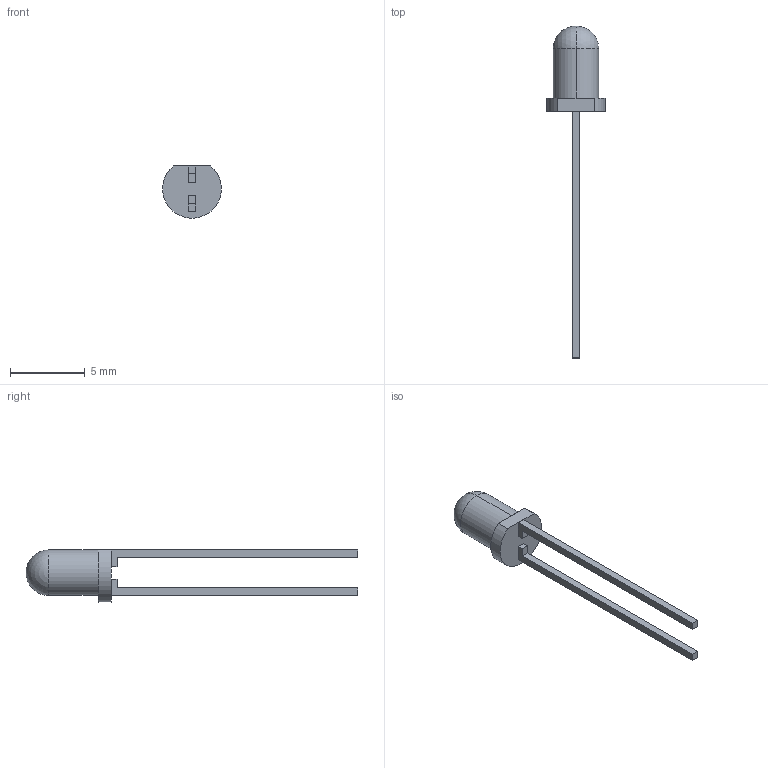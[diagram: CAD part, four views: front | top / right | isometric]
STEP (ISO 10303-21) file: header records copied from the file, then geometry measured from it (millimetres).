
FILE_DESCRIPTION (( 'STEP AP214' ), '1' );
FILE_NAME ('OP506A.STEP', '2019-12-03T15:58:43', ( '' ), ( '' ), 'SwSTEP 2.0', 'SolidWorks 2018', '' );
FILE_SCHEMA (( 'AUTOMOTIVE_DESIGN' ));
Length unit declared in the file: inch
Products named in the file (1): OP506A
Bounding box: 3.93 x 22.23 x 3.49 mm (x, y, z)
Volume: 50.4 mm3; surface area: 142.8 mm2
Topology: 3 solids, 3 shells, 24 faces, 55 edges, 35 vertices
Faces by surface type: plane 19, cylinder 3, sphere 2
Entity records: 1013 total; most frequent: CARTESIAN_POINT 109, DIRECTION 109, ORIENTED_EDGE 102, EDGE_CURVE 51, LINE 43, VECTOR 43, VERTEX_POINT 33, AXIS2_PLACEMENT_3D 33
